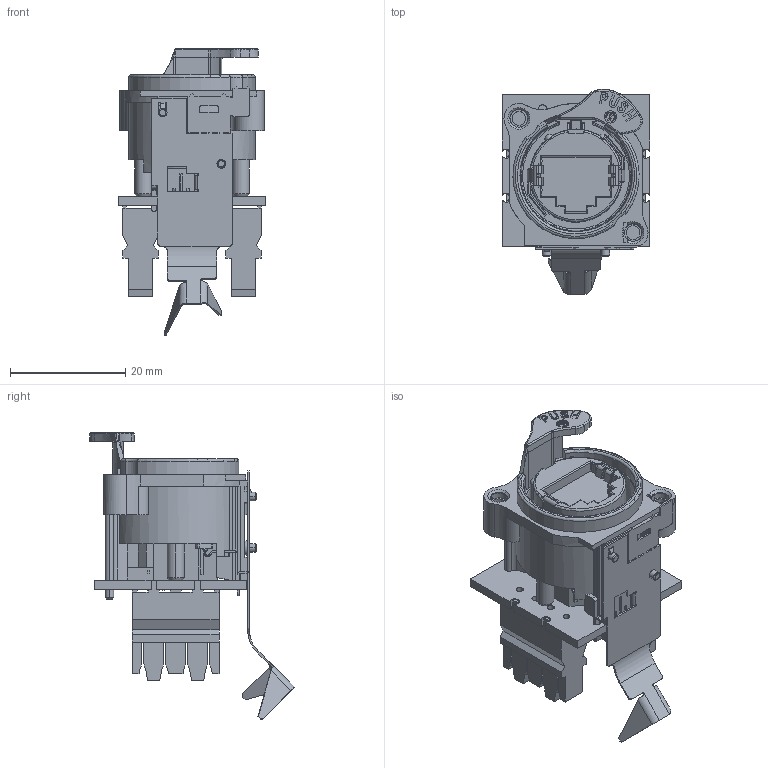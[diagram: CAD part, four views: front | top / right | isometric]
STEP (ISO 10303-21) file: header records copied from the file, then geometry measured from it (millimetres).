
FILE_DESCRIPTION((''),'2;1');
FILE_NAME('30010265','2023-02-01T16:38:17',('SYSTEM'),(''),'CREO PARAMETRIC BY PTC INC, 2021184','CREO PARAMETRIC BY PTC INC, 2021184','');
FILE_SCHEMA(('CONFIG_CONTROL_DESIGN'));
Products named in the file (1): 30010265
Bounding box: 25.5 x 35.54 x 49.77 mm (x, y, z)
Volume: 9849.4 mm3; surface area: 10879.5 mm2
Topology: 1 solids, 16 shells, 1784 faces, 5060 edges, 3220 vertices
Faces by surface type: plane 1209, cylinder 380, extrusion 51, cone 46, torus 45, bspline 44, sphere 9
Entity records: 60850 total; most frequent: CARTESIAN_POINT 14445, ORIENTED_EDGE 10114, DIRECTION 9086, EDGE_CURVE 5057, VECTOR 3690, LINE 3639, VERTEX_POINT 3220, AXIS2_PLACEMENT_3D 2698
